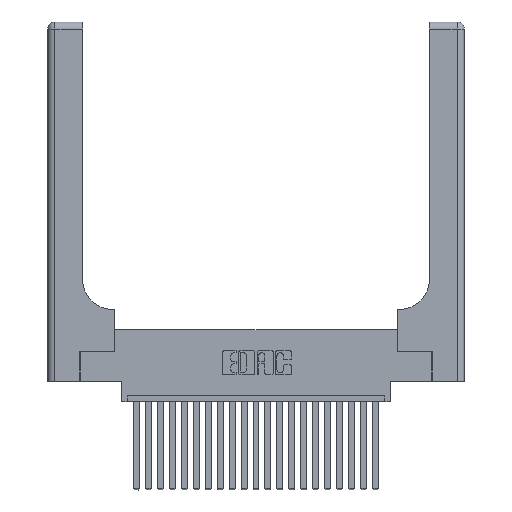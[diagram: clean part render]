
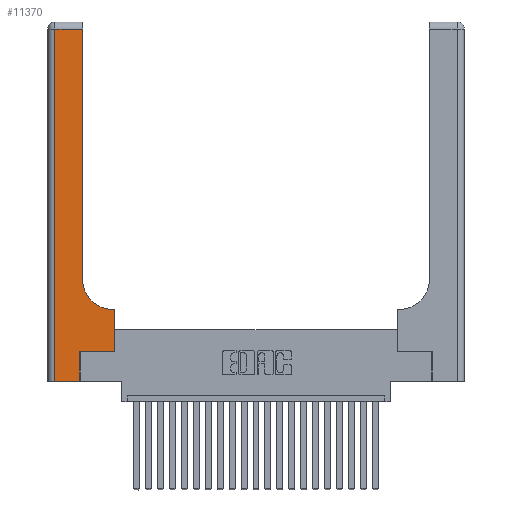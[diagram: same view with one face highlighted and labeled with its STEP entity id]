
A CAD part, top view. The second image highlights one B-rep face of the part: STEP entity #11370.
In plain terms, the highlighted planar face has unit normal (0, 0, 1).
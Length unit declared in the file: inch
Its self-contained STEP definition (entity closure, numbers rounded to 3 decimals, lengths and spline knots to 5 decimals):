
#199 = VECTOR ( 'NONE', #6695, 39.37008 ) ;
#373 = LINE ( 'NONE', #8129, #19304 ) ;
#683 = LINE ( 'NONE', #18633, #11875 ) ;
#719 = EDGE_CURVE ( 'NONE', #13861, #16153, #683, .T. ) ;
#887 = CARTESIAN_POINT ( 'NONE',  ( 0.2915, 3., 0.37 ) ) ;
#1238 = VECTOR ( 'NONE', #15546, 39.37008 ) ;
#1604 = EDGE_CURVE ( 'NONE', #16772, #20746, #373, .T. ) ;
#1852 = EDGE_CURVE ( 'NONE', #16153, #14932, #22159, .T. ) ;
#1868 = DIRECTION ( 'NONE',  ( 0., 0., -1. ) ) ;
#1917 = CARTESIAN_POINT ( 'NONE',  ( 0.06, 3., 0.37 ) ) ;
#2103 = LINE ( 'NONE', #8848, #13017 ) ;
#2382 = CARTESIAN_POINT ( 'NONE',  ( 0., 3., 0.37 ) ) ;
#3595 = CARTESIAN_POINT ( 'NONE',  ( 0.5585, 0.25, 0.37 ) ) ;
#3977 = CARTESIAN_POINT ( 'NONE',  ( 0.5585, 0.25, 0.37 ) ) ;
#4487 = ORIENTED_EDGE ( 'NONE', *, *, #10896, .T. ) ;
#4823 = LINE ( 'NONE', #3977, #19718 ) ;
#5470 = DIRECTION ( 'NONE',  ( 1., 0., 0. ) ) ;
#5592 = DIRECTION ( 'NONE',  ( 0., -1., 0. ) ) ;
#5618 = CARTESIAN_POINT ( 'NONE',  ( 0.06, 2.94, 0.37 ) ) ;
#6219 = CARTESIAN_POINT ( 'NONE',  ( 0.5415, 0.6, 0.37 ) ) ;
#6274 = VECTOR ( 'NONE', #5592, 39.37008 ) ;
#6319 = VERTEX_POINT ( 'NONE', #17184 ) ;
#6695 = DIRECTION ( 'NONE',  ( -1., 0., 0. ) ) ;
#7235 = AXIS2_PLACEMENT_3D ( 'NONE', #2382, #17196, #8218 ) ;
#7368 = ORIENTED_EDGE ( 'NONE', *, *, #7865, .T. ) ;
#7865 = EDGE_CURVE ( 'NONE', #14932, #9608, #21902, .T. ) ;
#7912 = CARTESIAN_POINT ( 'NONE',  ( 0.269, 0., 0.37 ) ) ;
#7945 = VECTOR ( 'NONE', #20774, 39.37008 ) ;
#7970 = DIRECTION ( 'NONE',  ( 1., 0., 0. ) ) ;
#8129 = CARTESIAN_POINT ( 'NONE',  ( 0.269, 0.25, 0.37 ) ) ;
#8142 = CARTESIAN_POINT ( 'NONE',  ( 0.2915, 2.94, 0.37 ) ) ;
#8218 = DIRECTION ( 'NONE',  ( -1., 0., 0. ) ) ;
#8848 = CARTESIAN_POINT ( 'NONE',  ( 0., 0., 0.37 ) ) ;
#9608 = VERTEX_POINT ( 'NONE', #8142 ) ;
#9763 = CARTESIAN_POINT ( 'NONE',  ( 0.269, 0., 0.37 ) ) ;
#10037 = CARTESIAN_POINT ( 'NONE',  ( 0.269, 0.25, 0.37 ) ) ;
#10564 = CARTESIAN_POINT ( 'NONE',  ( 0.5585, 0.6, 0.37 ) ) ;
#10896 = EDGE_CURVE ( 'NONE', #15121, #16772, #12851, .T. ) ;
#11370 = ADVANCED_FACE ( 'NONE', ( #22591 ), #17041, .F. ) ;
#11875 = VECTOR ( 'NONE', #12951, 39.37008 ) ;
#11994 = ORIENTED_EDGE ( 'NONE', *, *, #20955, .T. ) ;
#12026 = LINE ( 'NONE', #1917, #6274 ) ;
#12218 = ORIENTED_EDGE ( 'NONE', *, *, #20131, .T. ) ;
#12311 = CARTESIAN_POINT ( 'NONE',  ( 0., 2.94, 0.37 ) ) ;
#12851 = LINE ( 'NONE', #7912, #7945 ) ;
#12951 = DIRECTION ( 'NONE',  ( -1., 0., 0. ) ) ;
#12952 = AXIS2_PLACEMENT_3D ( 'NONE', #14590, #1868, #18467 ) ;
#13017 = VECTOR ( 'NONE', #5470, 39.37008 ) ;
#13861 = VERTEX_POINT ( 'NONE', #10564 ) ;
#13966 = ORIENTED_EDGE ( 'NONE', *, *, #1604, .T. ) ;
#14367 = EDGE_CURVE ( 'NONE', #6319, #15121, #2103, .T. ) ;
#14590 = CARTESIAN_POINT ( 'NONE',  ( 0.5415, 0.85, 0.37 ) ) ;
#14932 = VERTEX_POINT ( 'NONE', #15203 ) ;
#15121 = VERTEX_POINT ( 'NONE', #9763 ) ;
#15203 = CARTESIAN_POINT ( 'NONE',  ( 0.2915, 0.85, 0.37 ) ) ;
#15546 = DIRECTION ( 'NONE',  ( 0., 1., 0. ) ) ;
#16153 = VERTEX_POINT ( 'NONE', #6219 ) ;
#16188 = ORIENTED_EDGE ( 'NONE', *, *, #719, .T. ) ;
#16728 = ORIENTED_EDGE ( 'NONE', *, *, #14367, .T. ) ;
#16772 = VERTEX_POINT ( 'NONE', #10037 ) ;
#17041 = PLANE ( 'NONE',  #7235 ) ;
#17184 = CARTESIAN_POINT ( 'NONE',  ( 0.06, 0., 0.37 ) ) ;
#17196 = DIRECTION ( 'NONE',  ( 0., 0., -1. ) ) ;
#18467 = DIRECTION ( 'NONE',  ( 1., 0., 0. ) ) ;
#18633 = CARTESIAN_POINT ( 'NONE',  ( 0.2915, 0.6, 0.37 ) ) ;
#18849 = LINE ( 'NONE', #12311, #199 ) ;
#19304 = VECTOR ( 'NONE', #7970, 39.37008 ) ;
#19556 = VERTEX_POINT ( 'NONE', #5618 ) ;
#19718 = VECTOR ( 'NONE', #20258, 39.37008 ) ;
#20131 = EDGE_CURVE ( 'NONE', #19556, #6319, #12026, .T. ) ;
#20258 = DIRECTION ( 'NONE',  ( 0., 1., 0. ) ) ;
#20746 = VERTEX_POINT ( 'NONE', #3595 ) ;
#20774 = DIRECTION ( 'NONE',  ( 0., 1., 0. ) ) ;
#20955 = EDGE_CURVE ( 'NONE', #20746, #13861, #4823, .T. ) ;
#21113 = EDGE_CURVE ( 'NONE', #9608, #19556, #18849, .T. ) ;
#21902 = LINE ( 'NONE', #887, #1238 ) ;
#22159 = CIRCLE ( 'NONE', #12952, 0.25 ) ;
#22591 = FACE_OUTER_BOUND ( 'NONE', #23372, .T. ) ;
#22889 = ORIENTED_EDGE ( 'NONE', *, *, #1852, .T. ) ;
#23109 = ORIENTED_EDGE ( 'NONE', *, *, #21113, .T. ) ;
#23372 = EDGE_LOOP ( 'NONE', ( #7368, #23109, #12218, #16728, #4487, #13966, #11994, #16188, #22889 ) ) ;
